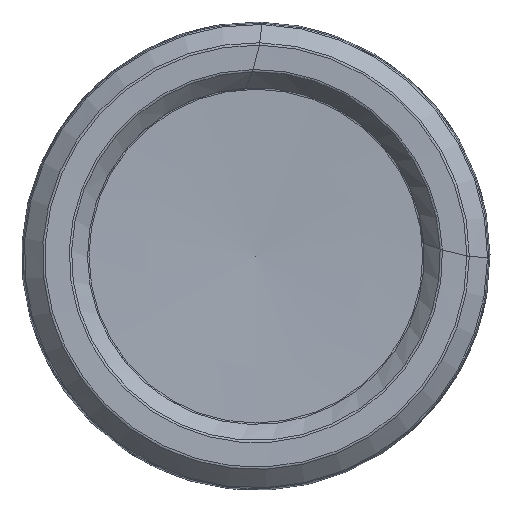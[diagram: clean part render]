
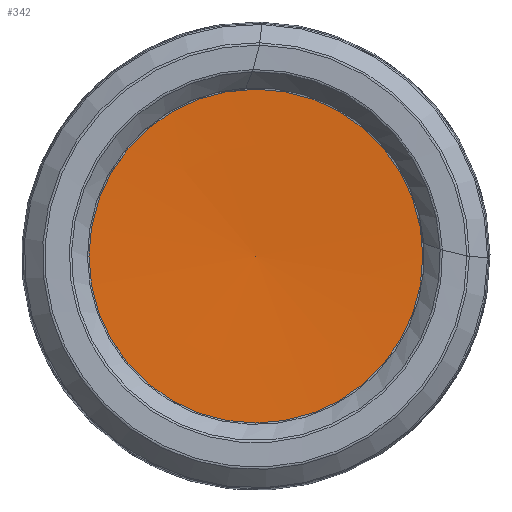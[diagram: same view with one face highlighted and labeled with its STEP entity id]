
A CAD part, left-side view. The second image highlights one B-rep face of the part: STEP entity #342.
In plain terms, the highlighted conical face has half-angle 88 degrees and reference radius 39.294 mm.
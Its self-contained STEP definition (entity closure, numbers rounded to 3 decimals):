
#264=VERTEX_LOOP('',#679);
#266=CONICAL_SURFACE('',#890,39.294,88.);
#342=ADVANCED_FACE('',(#406,#407),#266,.F.);
#406=FACE_BOUND('',#447,.T.);
#407=FACE_BOUND('',#264,.T.);
#447=EDGE_LOOP('',(#519));
#519=ORIENTED_EDGE('',*,*,#731,.T.);
#678=VERTEX_POINT('',#1224);
#679=VERTEX_POINT('',#1226);
#731=EDGE_CURVE('',#678,#678,#815,.T.);
#815=CIRCLE('',#888,39.294);
#888=AXIS2_PLACEMENT_3D('',#1223,#990,#991);
#890=AXIS2_PLACEMENT_3D('',#1227,#994,#995);
#990=DIRECTION('',(-1.,0.,0.));
#991=DIRECTION('',(0.,0.,1.));
#994=DIRECTION('',(-1.,0.,0.));
#995=DIRECTION('',(0.,0.,1.));
#1223=CARTESIAN_POINT('',(5.,0.,0.));
#1224=CARTESIAN_POINT('',(5.,0.,39.294));
#1226=CARTESIAN_POINT('',(6.372,0.,0.));
#1227=CARTESIAN_POINT('',(5.,0.,0.));
